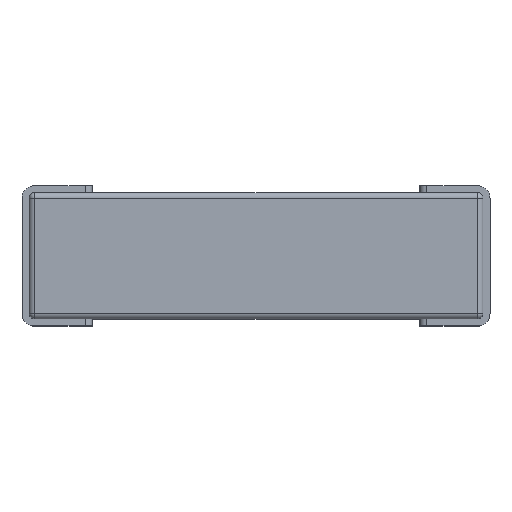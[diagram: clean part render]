
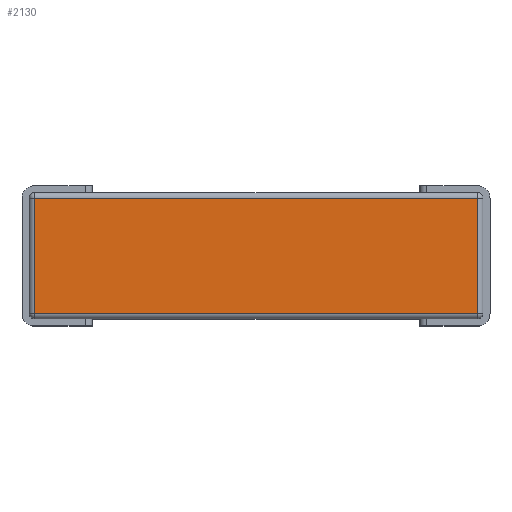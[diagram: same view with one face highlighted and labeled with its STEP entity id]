
A CAD part, top view. The second image highlights one B-rep face of the part: STEP entity #2130.
In plain terms, the highlighted planar face has unit normal (0, 0, 1).
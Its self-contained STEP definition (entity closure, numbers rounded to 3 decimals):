
#54 = VECTOR ( 'NONE', #510, 1000. ) ;
#59 = DIRECTION ( 'NONE',  ( -1., 0., 0. ) ) ;
#75 = VERTEX_POINT ( 'NONE', #2951 ) ;
#167 = EDGE_CURVE ( 'NONE', #464, #2551, #826, .T. ) ;
#206 = ORIENTED_EDGE ( 'NONE', *, *, #2964, .T. ) ;
#464 = VERTEX_POINT ( 'NONE', #2882 ) ;
#510 = DIRECTION ( 'NONE',  ( 0., -1., 0. ) ) ;
#546 = ORIENTED_EDGE ( 'NONE', *, *, #2791, .T. ) ;
#826 = LINE ( 'NONE', #1121, #1185 ) ;
#1034 = AXIS2_PLACEMENT_3D ( 'NONE', #2633, #2189, #1940 ) ;
#1121 = CARTESIAN_POINT ( 'NONE',  ( 0.946, 0.57, 0.625 ) ) ;
#1185 = VECTOR ( 'NONE', #2293, 1000. ) ;
#1215 = CARTESIAN_POINT ( 'NONE',  ( 0.946, 0.546, 0.625 ) ) ;
#1276 = VERTEX_POINT ( 'NONE', #1932 ) ;
#1277 = VECTOR ( 'NONE', #2041, 1000. ) ;
#1409 = CARTESIAN_POINT ( 'NONE',  ( -0.97, 0.546, 0.625 ) ) ;
#1690 = ORIENTED_EDGE ( 'NONE', *, *, #167, .T. ) ;
#1932 = CARTESIAN_POINT ( 'NONE',  ( -0.946, 0.054, 0.625 ) ) ;
#1940 = DIRECTION ( 'NONE',  ( 1., 0., 0. ) ) ;
#2003 = VECTOR ( 'NONE', #59, 1000. ) ;
#2041 = DIRECTION ( 'NONE',  ( 1., 0., 0. ) ) ;
#2130 = ADVANCED_FACE ( 'NONE', ( #2477 ), #2857, .T. ) ;
#2189 = DIRECTION ( 'NONE',  ( 0., 0., 1. ) ) ;
#2287 = LINE ( 'NONE', #2774, #54 ) ;
#2293 = DIRECTION ( 'NONE',  ( 0., 1., 0. ) ) ;
#2306 = ORIENTED_EDGE ( 'NONE', *, *, #2391, .T. ) ;
#2391 = EDGE_CURVE ( 'NONE', #1276, #464, #2583, .T. ) ;
#2477 = FACE_OUTER_BOUND ( 'NONE', #2586, .T. ) ;
#2551 = VERTEX_POINT ( 'NONE', #1215 ) ;
#2583 = LINE ( 'NONE', #2699, #1277 ) ;
#2586 = EDGE_LOOP ( 'NONE', ( #2306, #1690, #206, #546 ) ) ;
#2609 = LINE ( 'NONE', #1409, #2003 ) ;
#2633 = CARTESIAN_POINT ( 'NONE',  ( 0., 0., 0.625 ) ) ;
#2699 = CARTESIAN_POINT ( 'NONE',  ( 0.97, 0.054, 0.625 ) ) ;
#2774 = CARTESIAN_POINT ( 'NONE',  ( -0.946, 0.03, 0.625 ) ) ;
#2791 = EDGE_CURVE ( 'NONE', #75, #1276, #2287, .T. ) ;
#2857 = PLANE ( 'NONE',  #1034 ) ;
#2882 = CARTESIAN_POINT ( 'NONE',  ( 0.946, 0.054, 0.625 ) ) ;
#2951 = CARTESIAN_POINT ( 'NONE',  ( -0.946, 0.546, 0.625 ) ) ;
#2964 = EDGE_CURVE ( 'NONE', #2551, #75, #2609, .T. ) ;
